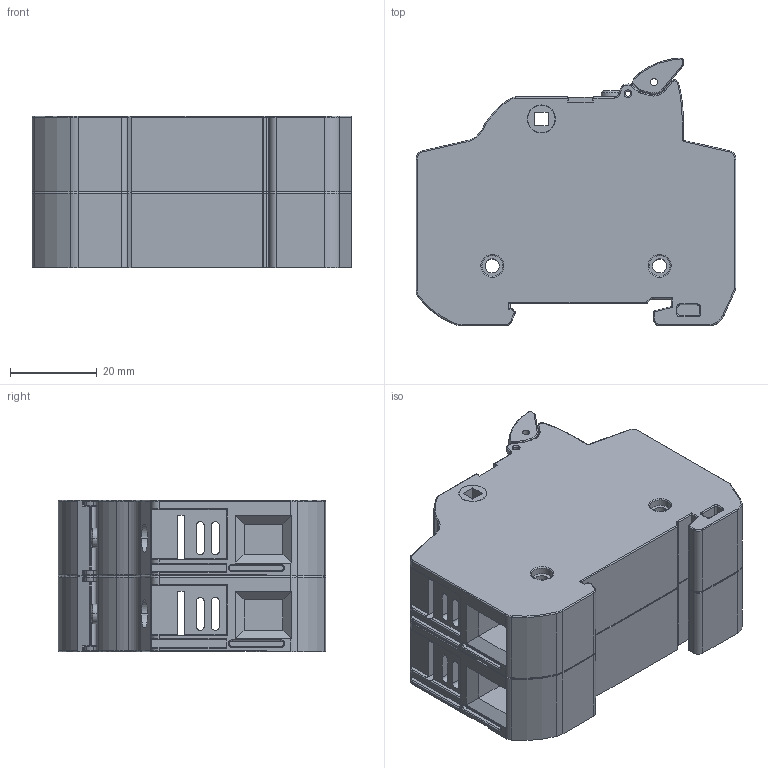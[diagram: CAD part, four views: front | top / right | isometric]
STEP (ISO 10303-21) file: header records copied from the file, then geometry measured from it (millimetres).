
FILE_DESCRIPTION (( 'STEP AP214' ), '1' );
FILE_NAME ('EHM2DIU-6.STEP', '2018-05-10T11:36:16', ( '' ), ( '' ), 'SwSTEP 2.0', 'SolidWorks 2017', '' );
FILE_SCHEMA (( 'AUTOMOTIVE_DESIGN' ));
Length unit declared in the file: millimetre
Products named in the file (1): EHM2DIU-6
Bounding box: 73.88 x 61.82 x 35 mm (x, y, z)
Volume: 105488.5 mm3; surface area: 39189.9 mm2
Topology: 4 solids, 4 shells, 1178 faces, 3038 edges, 1916 vertices
Faces by surface type: plane 494, cylinder 392, torus 216, bspline 52, cone 24
Entity records: 45848 total; most frequent: CARTESIAN_POINT 9739, DIRECTION 6222, ORIENTED_EDGE 6076, EDGE_CURVE 3038, AXIS2_PLACEMENT_3D 2249, VERTEX_POINT 1916, LINE 1724, VECTOR 1724
